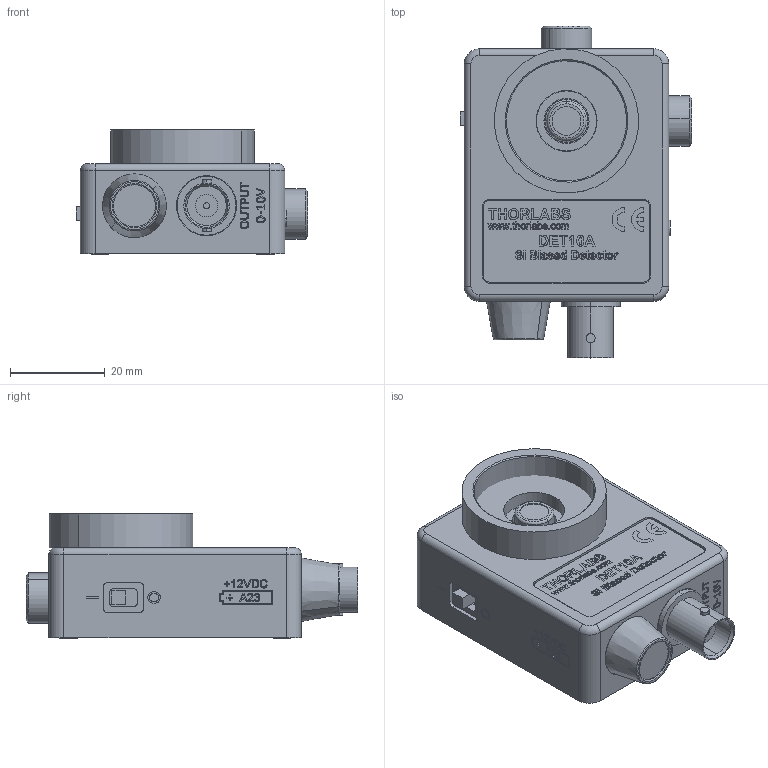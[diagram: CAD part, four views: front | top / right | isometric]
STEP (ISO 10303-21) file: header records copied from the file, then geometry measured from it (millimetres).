
FILE_DESCRIPTION (( 'STEP AP214' ), '1' );
FILE_NAME ('13052-E0W.step', '2007-11-13T07:09:05', ( ' ' ), ( ' ' ), 'SwSTEP 2.0', 'SolidWorks 2007', '' );
FILE_SCHEMA (( 'AUTOMOTIVE_DESIGN' ));
Length unit declared in the file: inch
Products named in the file (1): 13052-E0W
Bounding box: 48.83 x 70.12 x 26.2 mm (x, y, z)
Volume: 20685.2 mm3; surface area: 24027 mm2
Topology: 16 solids, 17 shells, 1904 faces, 4916 edges, 3223 vertices
Faces by surface type: plane 1078, bspline 468, cylinder 272, cone 60, torus 26
Entity records: 105127 total; most frequent: CARTESIAN_POINT 36373, ORIENTED_EDGE 9804, DIRECTION 7472, EDGE_CURVE 4902, LINE 3320, VECTOR 3320, VERTEX_POINT 3223, EDGE_LOOP 2125
